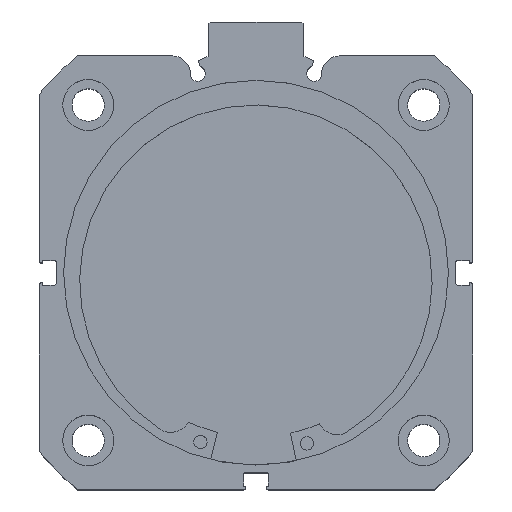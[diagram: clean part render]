
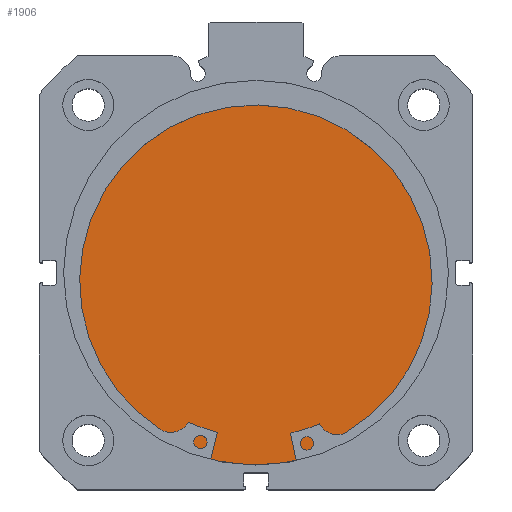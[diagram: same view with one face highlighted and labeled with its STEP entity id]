
A CAD part, top view. The second image highlights one B-rep face of the part: STEP entity #1906.
In plain terms, the highlighted face is planar.
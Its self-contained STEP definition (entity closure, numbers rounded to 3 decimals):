
#117 = VERTEX_POINT ( 'NONE', #2541 ) ;
#119 = VERTEX_POINT ( 'NONE', #2463 ) ;
#1604 = FACE_OUTER_BOUND ( 'NONE', #5846, .T. ) ;
#1906 = ADVANCED_FACE ( 'NONE', ( #1604 ), #3622, .F. ) ;
#2463 = CARTESIAN_POINT ( 'NONE',  ( 13., 0., 51. ) ) ;
#2541 = CARTESIAN_POINT ( 'NONE',  ( 13., 0., -51. ) ) ;
#2774 = EDGE_CURVE ( 'NONE', #119, #117, #4689, .T. ) ;
#3032 = AXIS2_PLACEMENT_3D ( 'NONE', #3621, #3623, #3624 ) ;
#3088 = AXIS2_PLACEMENT_3D ( 'NONE', #3934, #3943, #3944 ) ;
#3242 = AXIS2_PLACEMENT_3D ( 'NONE', #5767, #5770, #5772 ) ;
#3621 = CARTESIAN_POINT ( 'NONE',  ( 13., 51., 0. ) ) ;
#3622 = PLANE ( 'NONE',  #3032 ) ;
#3623 = DIRECTION ( 'NONE',  ( -1., 0., 0. ) ) ;
#3624 = DIRECTION ( 'NONE',  ( 0., 0., 1. ) ) ;
#3934 = CARTESIAN_POINT ( 'NONE',  ( 13., 0., 0. ) ) ;
#3943 = DIRECTION ( 'NONE',  ( -1., 0., 0. ) ) ;
#3944 = DIRECTION ( 'NONE',  ( 0., 0., 1. ) ) ;
#4689 = CIRCLE ( 'NONE', #3088, 51. ) ;
#5205 = CIRCLE ( 'NONE', #3242, 51. ) ;
#5767 = CARTESIAN_POINT ( 'NONE',  ( 13., 0., 0. ) ) ;
#5770 = DIRECTION ( 'NONE',  ( -1., 0., 0. ) ) ;
#5772 = DIRECTION ( 'NONE',  ( 0., 0., 1. ) ) ;
#5846 = EDGE_LOOP ( 'NONE', ( #6807, #6808 ) ) ;
#6807 = ORIENTED_EDGE ( 'NONE', *, *, #2774, .F. ) ;
#6808 = ORIENTED_EDGE ( 'NONE', *, *, #6910, .F. ) ;
#6910 = EDGE_CURVE ( 'NONE', #117, #119, #5205, .T. ) ;
